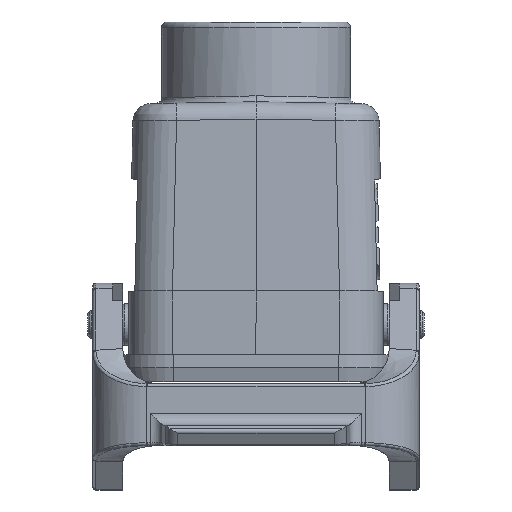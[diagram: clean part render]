
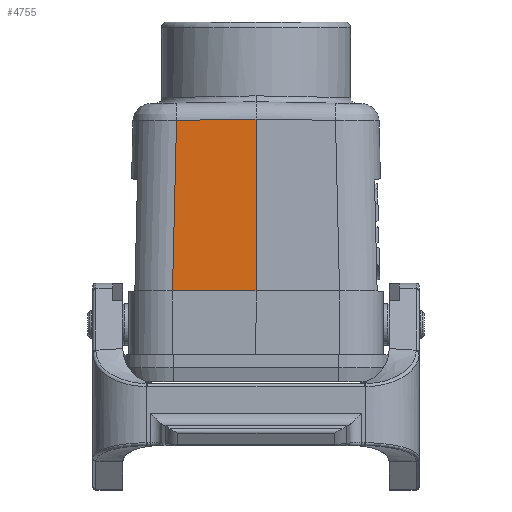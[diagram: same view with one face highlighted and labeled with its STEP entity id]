
A CAD part, left-side view. The second image highlights one B-rep face of the part: STEP entity #4755.
In plain terms, the highlighted planar face has unit normal (-1, 0.018, 0.026).
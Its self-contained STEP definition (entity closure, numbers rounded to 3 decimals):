
#3238=ELLIPSE('',#14584,286.555,7.5);
#3661=FACE_OUTER_BOUND('',#5951,.T.);
#4755=ADVANCED_FACE('',(#3661),#5277,.F.);
#5277=PLANE('',#14646);
#5951=EDGE_LOOP('',(#7535,#7536,#7537,#7538,#7539));
#7535=ORIENTED_EDGE('',*,*,#11097,.T.);
#7536=ORIENTED_EDGE('',*,*,#10938,.T.);
#7537=ORIENTED_EDGE('',*,*,#10944,.T.);
#7538=ORIENTED_EDGE('',*,*,#11108,.T.);
#7539=ORIENTED_EDGE('',*,*,#11109,.T.);
#9795=VERTEX_POINT('',#20069);
#9796=VERTEX_POINT('',#20071);
#9800=VERTEX_POINT('',#20086);
#9930=VERTEX_POINT('',#20639);
#9939=VERTEX_POINT('',#20661);
#10938=EDGE_CURVE('',#9796,#9795,#3238,.T.);
#10944=EDGE_CURVE('',#9795,#9800,#12247,.T.);
#11097=EDGE_CURVE('',#9930,#9796,#12352,.T.);
#11108=EDGE_CURVE('',#9800,#9939,#12358,.T.);
#11109=EDGE_CURVE('',#9939,#9930,#12359,.T.);
#12247=LINE('',#20087,#13132);
#12352=LINE('',#20638,#13237);
#12358=LINE('',#20660,#13243);
#12359=LINE('',#20662,#13244);
#13132=VECTOR('',#16194,1.);
#13237=VECTOR('',#16401,1.);
#13243=VECTOR('',#16421,1.);
#13244=VECTOR('',#16422,1.);
#14584=AXIS2_PLACEMENT_3D('',#20070,#16184,#16185);
#14646=AXIS2_PLACEMENT_3D('',#20663,#16423,#16424);
#16184=DIRECTION('',(-1.,0.017,0.026));
#16185=DIRECTION('',(-0.026,0.,-1.));
#16194=DIRECTION('',(-0.017,-1.,0.));
#16401=DIRECTION('',(-0.026,0.024,-0.999));
#16421=DIRECTION('',(0.026,0.,1.));
#16422=DIRECTION('',(0.017,1.,-0.017));
#16423=DIRECTION('',(1.,-0.017,-0.026));
#16424=DIRECTION('',(0.026,0.,1.));
#20069=CARTESIAN_POINT('',(-36.053,14.131,3.847));
#20070=CARTESIAN_POINT('',(-28.554,14.,290.304));
#20071=CARTESIAN_POINT('',(-36.053,14.134,3.847));
#20086=CARTESIAN_POINT('',(-36.3,0.,3.85));
#20087=CARTESIAN_POINT('',(-36.3,0.008,3.85));
#20638=CARTESIAN_POINT('',(-36.058,14.138,3.676));
#20639=CARTESIAN_POINT('',(-35.31,13.45,32.694));
#20660=CARTESIAN_POINT('',(-35.383,0.,38.85));
#20661=CARTESIAN_POINT('',(-35.539,0.,32.929));
#20662=CARTESIAN_POINT('',(-35.187,20.7,32.568));
#20663=CARTESIAN_POINT('',(-35.383,0.,38.85));
